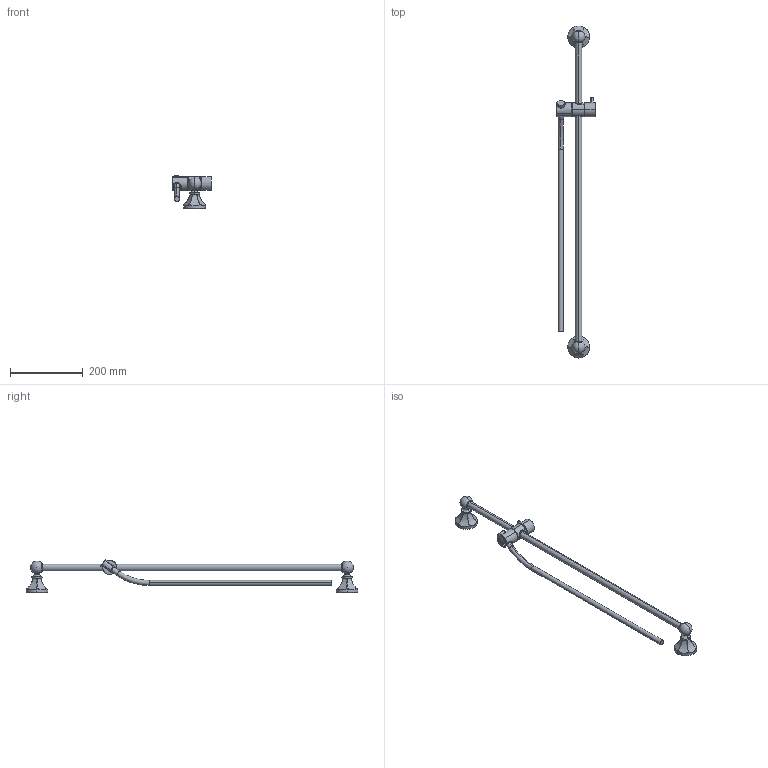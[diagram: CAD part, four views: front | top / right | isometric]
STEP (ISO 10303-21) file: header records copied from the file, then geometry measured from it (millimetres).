
FILE_DESCRIPTION (( 'STEP AP214' ), '1' );
FILE_NAME ('26413370.STEP', '2020-02-11T06:20:13', ( '' ), ( '' ), 'SwSTEP 2.0', 'SolidWorks 2017', '' );
FILE_SCHEMA (( 'AUTOMOTIVE_DESIGN' ));
Length unit declared in the file: millimetre
Products named in the file (16): Planungsmodell_Huelse-+-09.12.12.217.90-1; Planungsmodell_Schieber-+-12.580.970-1_PDB_12580970-00; Planungsmodell_Gabel-+-08.17.20.694.90-1; Planungsmodell_Adapter-+-08.18.40.579.90-1; Planungsmodell_Kugel-+-09.21.40.020.90-01_-_K1; Planungsmodell_Rohr_gerade-+-28.568.780-10_ _K369_23,5x1,3; Planungsmodell_Schieber-+-08.18.40.580.90-1; Planungsmodell_Schlauch-+-09.30.02.115-2_K1_35Grad; Planungsmodell_Rohr_gerade-+-28.568.780-10_ _K366_37x1; Planungsmodell_Rohr_gerade-+-28.568.780-10_ _K365_38x30; 26413370; Planungsmodell_Mutter-+-09.24.04.282.90-01_K1_D23 x 30; Planungsmodell_Halter-+-08.17.36.511-02_-_K1; Planungsmodell_Rohr_gerade-+-28.568.780-10_ _K367_7,9x15; Planungsmodell_Rohr_gerade-+-28.568.780-10_ _K88_18x872; Planungsmodell_Schieber-+-08.30.12.507.90-1
Assembly tree (18 placements, depth 3):
  26413370
    Planungsmodell_Halter-+-08.17.36.511-02_-_K1  x2
    Planungsmodell_Rohr_gerade-+-28.568.780-10_ _K88_18x872
    Planungsmodell_Kugel-+-09.21.40.020.90-01_-_K1  x2
    Planungsmodell_Schieber-+-12.580.970-1_PDB_12580970-00
      Planungsmodell_Rohr_gerade-+-28.568.780-10_ _K367_7,9x15
      Planungsmodell_Adapter-+-08.18.40.579.90-1
      Planungsmodell_Rohr_gerade-+-28.568.780-10_ _K366_37x1
      Planungsmodell_Rohr_gerade-+-28.568.780-10_ _K365_38x30
      Planungsmodell_Schieber-+-08.18.40.580.90-1
      Planungsmodell_Huelse-+-09.12.12.217.90-1
      Planungsmodell_Gabel-+-08.17.20.694.90-1
      Planungsmodell_Schieber-+-08.30.12.507.90-1
    Planungsmodell_Rohr_gerade-+-28.568.780-10_ _K369_23,5x1,3  x2
    Planungsmodell_Mutter-+-09.24.04.282.90-01_K1_D23 x 30
    Planungsmodell_Schlauch-+-09.30.02.115-2_K1_35Grad
Bounding box: 106.5 x 911.41 x 91.04 mm (x, y, z)
Volume: 588523.3 mm3; surface area: 152343.1 mm2
Topology: 17 solids, 17 shells, 208 faces, 460 edges, 280 vertices
Faces by surface type: cylinder 65, plane 60, bspline 25, torus 22, cone 20, sphere 16
Entity records: 7374 total; most frequent: CARTESIAN_POINT 3250, DIRECTION 742, ORIENTED_EDGE 694, EDGE_CURVE 347, AXIS2_PLACEMENT_3D 308, VERTEX_POINT 218, EDGE_LOOP 159, ADVANCED_FACE 158
